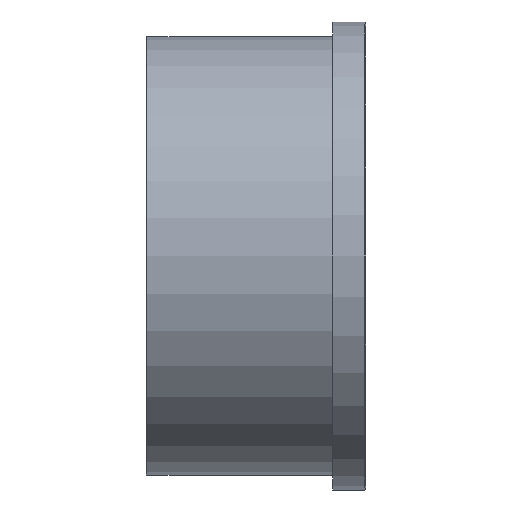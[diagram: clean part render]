
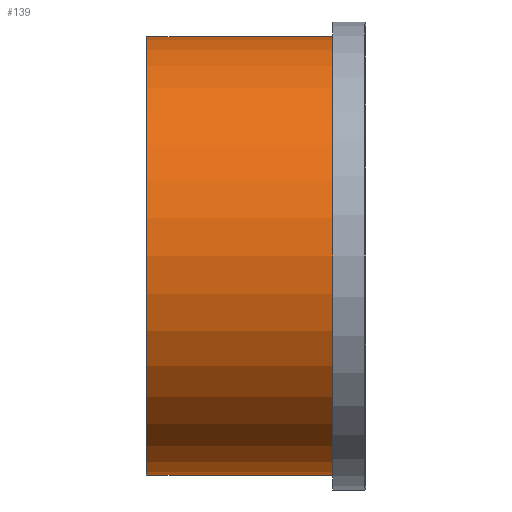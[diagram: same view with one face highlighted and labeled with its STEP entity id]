
A CAD part, front view. The second image highlights one B-rep face of the part: STEP entity #139.
In plain terms, the highlighted cylindrical face has radius 154 mm (diameter 308 mm), a full revolution.
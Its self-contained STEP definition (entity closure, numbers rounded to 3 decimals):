
#16=CYLINDRICAL_SURFACE('',#158,154.);
#29=FACE_BOUND('',#58,.T.);
#41=FACE_OUTER_BOUND('',#57,.T.);
#57=EDGE_LOOP('',(#117));
#58=EDGE_LOOP('',(#118));
#77=CIRCLE('',#157,154.);
#78=CIRCLE('',#159,154.);
#89=VERTEX_POINT('',#236);
#90=VERTEX_POINT('',#239);
#101=EDGE_CURVE('',#89,#89,#77,.T.);
#102=EDGE_CURVE('',#90,#90,#78,.T.);
#117=ORIENTED_EDGE('',*,*,#102,.T.);
#118=ORIENTED_EDGE('',*,*,#101,.F.);
#139=ADVANCED_FACE('',(#41,#29),#16,.T.);
#157=AXIS2_PLACEMENT_3D('',#237,#191,#192);
#158=AXIS2_PLACEMENT_3D('',#238,#193,#194);
#159=AXIS2_PLACEMENT_3D('',#240,#195,#196);
#191=DIRECTION('center_axis',(-1.,0.,0.));
#192=DIRECTION('ref_axis',(0.,1.,0.));
#193=DIRECTION('center_axis',(-1.,0.,0.));
#194=DIRECTION('ref_axis',(0.,-1.,0.));
#195=DIRECTION('center_axis',(-1.,0.,0.));
#196=DIRECTION('ref_axis',(0.,0.,1.));
#236=CARTESIAN_POINT('',(-153.7,-154.,0.));
#237=CARTESIAN_POINT('Origin',(-153.7,0.,0.));
#238=CARTESIAN_POINT('Origin',(-88.5,0.,0.));
#239=CARTESIAN_POINT('',(-23.,-154.,0.));
#240=CARTESIAN_POINT('Origin',(-23.,0.,0.));
